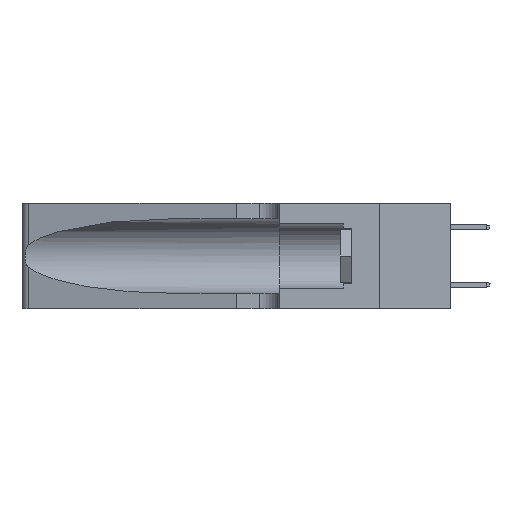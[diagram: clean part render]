
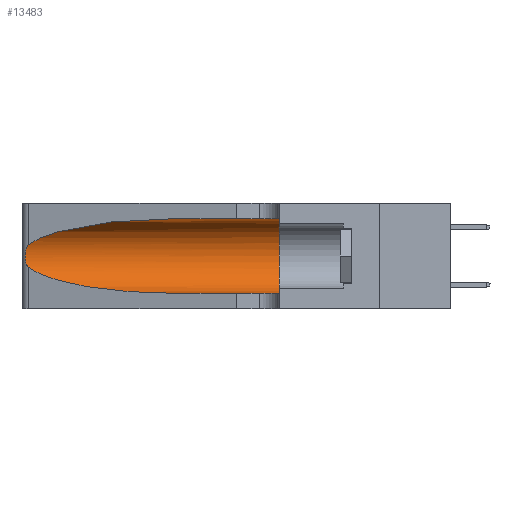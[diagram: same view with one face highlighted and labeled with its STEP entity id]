
A CAD part, left-side view. The second image highlights one B-rep face of the part: STEP entity #13483.
In plain terms, the highlighted cylindrical face has radius 3.308 mm (diameter 6.617 mm), a partial arc.
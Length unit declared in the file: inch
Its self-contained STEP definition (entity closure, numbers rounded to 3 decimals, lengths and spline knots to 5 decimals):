
#1727 = CARTESIAN_POINT ( 'NONE',  ( 0.1305, 1.61858, 0.05475 ) ) ;
#2309 = FACE_OUTER_BOUND ( 'NONE', #25996, .T. ) ;
#2499 = VECTOR ( 'NONE', #3977, 39.37008 ) ;
#2762 = CARTESIAN_POINT ( 'NONE',  ( 0.25639, 1.23184, 0.21858 ) ) ;
#2837 = VECTOR ( 'NONE', #23727, 39.37008 ) ;
#3942 = EDGE_CURVE ( 'NONE', #12398, #30924, #22758, .T. ) ;
#3977 = DIRECTION ( 'NONE',  ( 0., -1., 0. ) ) ;
#4488 = CARTESIAN_POINT ( 'NONE',  ( 0.1305, 0.72297, 0.05475 ) ) ;
#4531 = CARTESIAN_POINT ( 'NONE',  ( 0.25487, 1.22718, 0.14631 ) ) ;
#4995 = ORIENTED_EDGE ( 'NONE', *, *, #22513, .T. ) ;
#5166 = CARTESIAN_POINT ( 'NONE',  ( 0.25789, 1.23486, 0.15765 ) ) ;
#5294 = DIRECTION ( 'NONE',  ( 0., 1., 0. ) ) ;
#6127 = AXIS2_PLACEMENT_3D ( 'NONE', #15295, #5294, #25531 ) ;
#6435 = CARTESIAN_POINT ( 'NONE',  ( 0.1305, 0.35, 0.05475 ) ) ;
#7469 = CARTESIAN_POINT ( 'NONE',  ( 0.1305, 1.61858, 0.185 ) ) ;
#8496 = CARTESIAN_POINT ( 'NONE',  ( 0.25487, 1.22718, 0.14631 ) ) ;
#8508 = LINE ( 'NONE', #1727, #2499 ) ;
#9529 = CARTESIAN_POINT ( 'NONE',  ( 0.25639, 1.23186, 0.15144 ) ) ;
#10367 = CARTESIAN_POINT ( 'NONE',  ( 0.1305, 0.72297, 0.31525 ) ) ;
#10964 = ORIENTED_EDGE ( 'NONE', *, *, #18960, .T. ) ;
#10980 = EDGE_CURVE ( 'NONE', #24058, #12380, #14273, .T. ) ;
#11750 = CARTESIAN_POINT ( 'NONE',  ( 0.1305, 0.35, 0.31525 ) ) ;
#12256 = CARTESIAN_POINT ( 'NONE',  ( 0.25787, 1.23484, 0.2124 ) ) ;
#12380 = VERTEX_POINT ( 'NONE', #11750 ) ;
#12398 = VERTEX_POINT ( 'NONE', #26348 ) ;
#12583 = CARTESIAN_POINT ( 'NONE',  ( 0.26018, 1.23835, 0.19895 ) ) ;
#12945 = CARTESIAN_POINT ( 'NONE',  ( 0.25487, 1.22718, 0.22369 ) ) ;
#13253 =( BOUNDED_CURVE ( )  B_SPLINE_CURVE ( 3, ( #4531, #14385, #24291, #21866 ),
 .UNSPECIFIED., .F., .F. ) 
 B_SPLINE_CURVE_WITH_KNOTS ( ( 4, 4 ),
 ( 3.44316, 4.71239 ),
 .UNSPECIFIED. ) 
 CURVE ( )  GEOMETRIC_REPRESENTATION_ITEM ( )  RATIONAL_B_SPLINE_CURVE ( ( 1., 0.87, 0.87, 1. ) ) 
 REPRESENTATION_ITEM ( '' )  );
#13483 = ADVANCED_FACE ( 'NONE', ( #2309 ), #31755, .F. ) ;
#13647 = ORIENTED_EDGE ( 'NONE', *, *, #3942, .T. ) ;
#13792 = ORIENTED_EDGE ( 'NONE', *, *, #18922, .F. ) ;
#14273 = LINE ( 'NONE', #16567, #2837 ) ;
#14385 = CARTESIAN_POINT ( 'NONE',  ( 0.2373, 1.15595, 0.08982 ) ) ;
#15030 = CARTESIAN_POINT ( 'NONE',  ( 0.25555, 1.22993, 0.14849 ) ) ;
#15295 = CARTESIAN_POINT ( 'NONE',  ( 0.1305, 0.35, 0.185 ) ) ;
#16567 = CARTESIAN_POINT ( 'NONE',  ( 0.1305, 1.61858, 0.31525 ) ) ;
#16579 =( BOUNDED_CURVE ( )  B_SPLINE_CURVE ( 3, ( #10367, #30139, #23190, #12945 ),
 .UNSPECIFIED., .F., .T. ) 
 B_SPLINE_CURVE_WITH_KNOTS ( ( 4, 4 ),
 ( 1.5708, 2.84003 ),
 .UNSPECIFIED. ) 
 CURVE ( )  GEOMETRIC_REPRESENTATION_ITEM ( )  RATIONAL_B_SPLINE_CURVE ( ( 1., 0.87, 0.87, 1. ) ) 
 REPRESENTATION_ITEM ( '' )  );
#16707 = ORIENTED_EDGE ( 'NONE', *, *, #23438, .T. ) ;
#18922 = EDGE_CURVE ( 'NONE', #12380, #29306, #21633, .T. ) ;
#18960 = EDGE_CURVE ( 'NONE', #19875, #29306, #8508, .T. ) ;
#19754 = CARTESIAN_POINT ( 'NONE',  ( 0.25555, 1.22994, 0.2215 ) ) ;
#19875 = VERTEX_POINT ( 'NONE', #4488 ) ;
#19919 = CARTESIAN_POINT ( 'NONE',  ( 0.25487, 1.22718, 0.22369 ) ) ;
#20464 = AXIS2_PLACEMENT_3D ( 'NONE', #7469, #21899, #29034 ) ;
#21362 = CARTESIAN_POINT ( 'NONE',  ( 0.1305, 0.72297, 0.31525 ) ) ;
#21633 = CIRCLE ( 'NONE', #6127, 0.13025 ) ;
#21866 = CARTESIAN_POINT ( 'NONE',  ( 0.1305, 0.72297, 0.05475 ) ) ;
#21899 = DIRECTION ( 'NONE',  ( 0., -1., 0. ) ) ;
#22180 = CARTESIAN_POINT ( 'NONE',  ( 0.25854, 1.2359, 0.20912 ) ) ;
#22513 = EDGE_CURVE ( 'NONE', #30924, #19875, #13253, .T. ) ;
#22758 = B_SPLINE_CURVE_WITH_KNOTS ( 'NONE', 3,
 ( #19919, #19754, #2762, #12256, #22180, #12583, #31869, #29305, #29782, #29944, #5166, #9529, #15030, #24928 ),
 .UNSPECIFIED., .F., .F.,
 ( 4, 2, 2, 2, 2, 2, 4 ),
 ( 0., 0.00027, 0.00053, 0.00107, 0.0016, 0.00187, 0.00214 ),
 .UNSPECIFIED. ) ;
#23190 = CARTESIAN_POINT ( 'NONE',  ( 0.2373, 1.15595, 0.28018 ) ) ;
#23438 = EDGE_CURVE ( 'NONE', #24058, #12398, #16579, .T. ) ;
#23552 = ORIENTED_EDGE ( 'NONE', *, *, #10980, .F. ) ;
#23727 = DIRECTION ( 'NONE',  ( 0., -1., 0. ) ) ;
#24058 = VERTEX_POINT ( 'NONE', #21362 ) ;
#24291 = CARTESIAN_POINT ( 'NONE',  ( 0.18966, 0.96281, 0.05475 ) ) ;
#24928 = CARTESIAN_POINT ( 'NONE',  ( 0.25487, 1.22718, 0.14631 ) ) ;
#25531 = DIRECTION ( 'NONE',  ( 0., 0., 1. ) ) ;
#25996 = EDGE_LOOP ( 'NONE', ( #16707, #13647, #4995, #10964, #13792, #23552 ) ) ;
#26348 = CARTESIAN_POINT ( 'NONE',  ( 0.25487, 1.22718, 0.22369 ) ) ;
#29034 = DIRECTION ( 'NONE',  ( 0., 0., -1. ) ) ;
#29305 = CARTESIAN_POINT ( 'NONE',  ( 0.26075, 1.23896, 0.178 ) ) ;
#29306 = VERTEX_POINT ( 'NONE', #6435 ) ;
#29782 = CARTESIAN_POINT ( 'NONE',  ( 0.26017, 1.23833, 0.17102 ) ) ;
#29944 = CARTESIAN_POINT ( 'NONE',  ( 0.25856, 1.23593, 0.16098 ) ) ;
#30139 = CARTESIAN_POINT ( 'NONE',  ( 0.18966, 0.96281, 0.31525 ) ) ;
#30924 = VERTEX_POINT ( 'NONE', #8496 ) ;
#31755 = CYLINDRICAL_SURFACE ( 'NONE', #20464, 0.13025 ) ;
#31869 = CARTESIAN_POINT ( 'NONE',  ( 0.26075, 1.23896, 0.19203 ) ) ;
